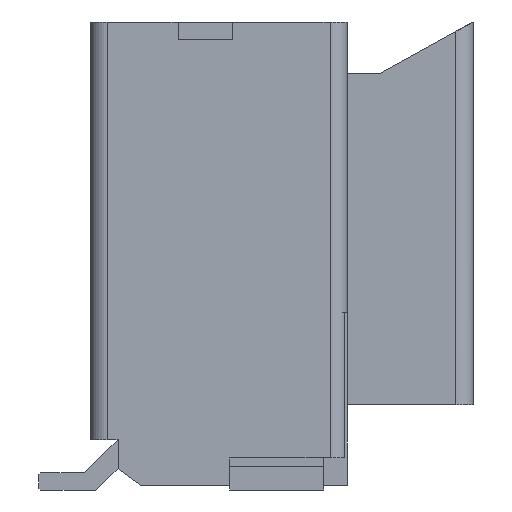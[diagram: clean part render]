
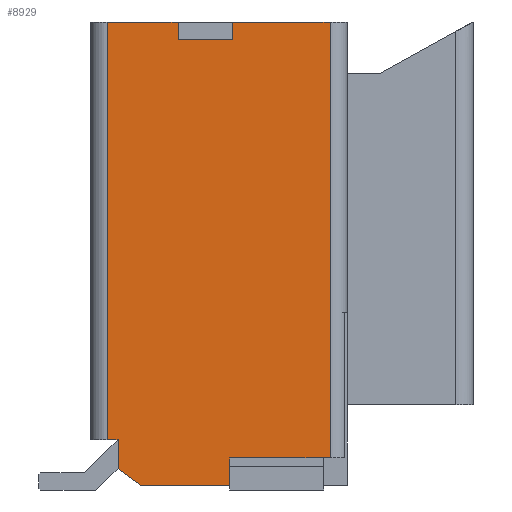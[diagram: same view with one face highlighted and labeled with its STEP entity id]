
A CAD part, left-side view. The second image highlights one B-rep face of the part: STEP entity #8929.
In plain terms, the highlighted planar face has unit normal (-1, 0, 0).
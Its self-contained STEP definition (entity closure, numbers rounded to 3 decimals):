
#23 = VERTEX_POINT ( 'NONE', #22377 ) ;
#699 = CARTESIAN_POINT ( 'NONE',  ( -5., 0.7, 5.41 ) ) ;
#720 = VECTOR ( 'NONE', #8931, 1000. ) ;
#1138 = EDGE_CURVE ( 'NONE', #23022, #1502, #9920, .T. ) ;
#1189 = VERTEX_POINT ( 'NONE', #18074 ) ;
#1279 = VECTOR ( 'NONE', #12321, 1000. ) ;
#1350 = VECTOR ( 'NONE', #15367, 1000. ) ;
#1502 = VERTEX_POINT ( 'NONE', #17680 ) ;
#1506 = CARTESIAN_POINT ( 'NONE',  ( -5., -0.757, 5.41 ) ) ;
#1827 = VERTEX_POINT ( 'NONE', #9519 ) ;
#1993 = ORIENTED_EDGE ( 'NONE', *, *, #12628, .F. ) ;
#2031 = VECTOR ( 'NONE', #3050, 1000. ) ;
#2690 = VERTEX_POINT ( 'NONE', #16250 ) ;
#2772 = LINE ( 'NONE', #8815, #720 ) ;
#2891 = CARTESIAN_POINT ( 'NONE',  ( -5., 0.9, 5.41 ) ) ;
#2909 = EDGE_CURVE ( 'NONE', #23, #1827, #18507, .T. ) ;
#2996 = EDGE_CURVE ( 'NONE', #2690, #20918, #4439, .T. ) ;
#3050 = DIRECTION ( 'NONE',  ( 0., 0., 1. ) ) ;
#3739 = EDGE_CURVE ( 'NONE', #1827, #21699, #20557, .T. ) ;
#4017 = VECTOR ( 'NONE', #20896, 1000. ) ;
#4439 = LINE ( 'NONE', #17738, #11877 ) ;
#4478 = ORIENTED_EDGE ( 'NONE', *, *, #18401, .T. ) ;
#5001 = EDGE_CURVE ( 'NONE', #1189, #12699, #5380, .T. ) ;
#5004 = VERTEX_POINT ( 'NONE', #22592 ) ;
#5206 = DIRECTION ( 'NONE',  ( 0., 0., -1. ) ) ;
#5380 = LINE ( 'NONE', #15150, #21327 ) ;
#5407 = CARTESIAN_POINT ( 'NONE',  ( -5., -1.9, 0.319 ) ) ;
#5445 = CARTESIAN_POINT ( 'NONE',  ( -5., 0.576, 0.19 ) ) ;
#5454 = DIRECTION ( 'NONE',  ( 0., 1., 0. ) ) ;
#5737 = CARTESIAN_POINT ( 'NONE',  ( -5., 0.317, 0. ) ) ;
#5788 = CARTESIAN_POINT ( 'NONE',  ( -5., -0.729, 0. ) ) ;
#6488 = VECTOR ( 'NONE', #8018, 1000. ) ;
#6941 = LINE ( 'NONE', #16722, #22607 ) ;
#7266 = VECTOR ( 'NONE', #8382, 1000. ) ;
#7494 = CARTESIAN_POINT ( 'NONE',  ( -5., 0.9, 0. ) ) ;
#7555 = CARTESIAN_POINT ( 'NONE',  ( -5., -1.9, 5.41 ) ) ;
#8018 = DIRECTION ( 'NONE',  ( 0., 0., 1. ) ) ;
#8117 = ORIENTED_EDGE ( 'NONE', *, *, #18790, .T. ) ;
#8338 = ORIENTED_EDGE ( 'NONE', *, *, #13654, .T. ) ;
#8382 = DIRECTION ( 'NONE',  ( 0., 0., -1. ) ) ;
#8712 = LINE ( 'NONE', #17074, #2031 ) ;
#8815 = CARTESIAN_POINT ( 'NONE',  ( -5., 0.576, 0.19 ) ) ;
#8929 = ADVANCED_FACE ( 'NONE', ( #23162 ), #14989, .F. ) ;
#8931 = DIRECTION ( 'NONE',  ( 0., -0.806, -0.592 ) ) ;
#8937 = CARTESIAN_POINT ( 'NONE',  ( -5., -0.125, 5.41 ) ) ;
#8973 = ORIENTED_EDGE ( 'NONE', *, *, #3739, .T. ) ;
#9076 = EDGE_CURVE ( 'NONE', #22678, #2690, #16092, .T. ) ;
#9127 = EDGE_CURVE ( 'NONE', #1502, #1189, #6941, .T. ) ;
#9519 = CARTESIAN_POINT ( 'NONE',  ( -5., 0.576, 0.529 ) ) ;
#9598 = LINE ( 'NONE', #7494, #1350 ) ;
#9920 = LINE ( 'NONE', #5788, #10860 ) ;
#10464 = ORIENTED_EDGE ( 'NONE', *, *, #2996, .F. ) ;
#10562 = LINE ( 'NONE', #2891, #1279 ) ;
#10860 = VECTOR ( 'NONE', #17588, 1000. ) ;
#10973 = CARTESIAN_POINT ( 'NONE',  ( -5., 0.9, 0.529 ) ) ;
#11291 = VECTOR ( 'NONE', #17991, 1000. ) ;
#11704 = ORIENTED_EDGE ( 'NONE', *, *, #1138, .T. ) ;
#11705 = CARTESIAN_POINT ( 'NONE',  ( -5., -0.125, 5.21 ) ) ;
#11798 = ORIENTED_EDGE ( 'NONE', *, *, #23324, .T. ) ;
#11799 = LINE ( 'NONE', #15289, #6488 ) ;
#11877 = VECTOR ( 'NONE', #11968, 1000. ) ;
#11968 = DIRECTION ( 'NONE',  ( 0., 0., 1. ) ) ;
#12321 = DIRECTION ( 'NONE',  ( 0., -1., 0. ) ) ;
#12332 = DIRECTION ( 'NONE',  ( 0., 0., 1. ) ) ;
#12504 = ORIENTED_EDGE ( 'NONE', *, *, #2909, .T. ) ;
#12628 = EDGE_CURVE ( 'NONE', #20918, #15463, #10562, .T. ) ;
#12699 = VERTEX_POINT ( 'NONE', #5407 ) ;
#13240 = ORIENTED_EDGE ( 'NONE', *, *, #9127, .T. ) ;
#13654 = EDGE_CURVE ( 'NONE', #22401, #23022, #9598, .T. ) ;
#14564 = VECTOR ( 'NONE', #23806, 1000. ) ;
#14652 = CARTESIAN_POINT ( 'NONE',  ( -5., -0.125, 5.21 ) ) ;
#14989 = PLANE ( 'NONE',  #19368 ) ;
#15108 = DIRECTION ( 'NONE',  ( 1., 0., 0. ) ) ;
#15150 = CARTESIAN_POINT ( 'NONE',  ( -5., -2.1, 0.319 ) ) ;
#15289 = CARTESIAN_POINT ( 'NONE',  ( -5., -1.9, 5.41 ) ) ;
#15367 = DIRECTION ( 'NONE',  ( 0., -1., 0. ) ) ;
#15463 = VERTEX_POINT ( 'NONE', #7555 ) ;
#16092 = LINE ( 'NONE', #11705, #14564 ) ;
#16106 = CARTESIAN_POINT ( 'NONE',  ( -5., 0.9, 5.41 ) ) ;
#16250 = CARTESIAN_POINT ( 'NONE',  ( -5., -0.757, 5.21 ) ) ;
#16722 = CARTESIAN_POINT ( 'NONE',  ( -5., -0.729, 0. ) ) ;
#17044 = DIRECTION ( 'NONE',  ( 0., -1., 0. ) ) ;
#17074 = CARTESIAN_POINT ( 'NONE',  ( -5., -0.125, 5.21 ) ) ;
#17400 = ORIENTED_EDGE ( 'NONE', *, *, #9076, .F. ) ;
#17588 = DIRECTION ( 'NONE',  ( 0., 0., 1. ) ) ;
#17680 = CARTESIAN_POINT ( 'NONE',  ( -5., -0.729, 0.216 ) ) ;
#17738 = CARTESIAN_POINT ( 'NONE',  ( -5., -0.757, 5.21 ) ) ;
#17991 = DIRECTION ( 'NONE',  ( 0., -1., 0. ) ) ;
#18019 = CARTESIAN_POINT ( 'NONE',  ( -5., -0.729, 0. ) ) ;
#18074 = CARTESIAN_POINT ( 'NONE',  ( -5., -0.729, 0.319 ) ) ;
#18401 = EDGE_CURVE ( 'NONE', #5004, #23, #21461, .T. ) ;
#18494 = ORIENTED_EDGE ( 'NONE', *, *, #18902, .T. ) ;
#18507 = LINE ( 'NONE', #10973, #4017 ) ;
#18642 = VECTOR ( 'NONE', #5206, 1000. ) ;
#18790 = EDGE_CURVE ( 'NONE', #22678, #19690, #8712, .T. ) ;
#18902 = EDGE_CURVE ( 'NONE', #12699, #15463, #11799, .T. ) ;
#19368 = AXIS2_PLACEMENT_3D ( 'NONE', #22666, #15108, #5454 ) ;
#19572 = EDGE_CURVE ( 'NONE', #5004, #19690, #19782, .T. ) ;
#19690 = VERTEX_POINT ( 'NONE', #8937 ) ;
#19782 = LINE ( 'NONE', #16106, #11291 ) ;
#20557 = LINE ( 'NONE', #22790, #18642 ) ;
#20896 = DIRECTION ( 'NONE',  ( 0., -1., 0. ) ) ;
#20918 = VERTEX_POINT ( 'NONE', #1506 ) ;
#21194 = ORIENTED_EDGE ( 'NONE', *, *, #19572, .F. ) ;
#21327 = VECTOR ( 'NONE', #17044, 1000. ) ;
#21435 = ORIENTED_EDGE ( 'NONE', *, *, #5001, .T. ) ;
#21461 = LINE ( 'NONE', #699, #7266 ) ;
#21699 = VERTEX_POINT ( 'NONE', #5445 ) ;
#22377 = CARTESIAN_POINT ( 'NONE',  ( -5., 0.7, 0.529 ) ) ;
#22401 = VERTEX_POINT ( 'NONE', #5737 ) ;
#22592 = CARTESIAN_POINT ( 'NONE',  ( -5., 0.7, 5.41 ) ) ;
#22607 = VECTOR ( 'NONE', #12332, 1000. ) ;
#22666 = CARTESIAN_POINT ( 'NONE',  ( -5., 0.9, 5.41 ) ) ;
#22678 = VERTEX_POINT ( 'NONE', #14652 ) ;
#22790 = CARTESIAN_POINT ( 'NONE',  ( -5., 0.576, 0.529 ) ) ;
#23022 = VERTEX_POINT ( 'NONE', #18019 ) ;
#23162 = FACE_OUTER_BOUND ( 'NONE', #23714, .T. ) ;
#23324 = EDGE_CURVE ( 'NONE', #21699, #22401, #2772, .T. ) ;
#23714 = EDGE_LOOP ( 'NONE', ( #11704, #13240, #21435, #18494, #1993, #10464, #17400, #8117, #21194, #4478, #12504, #8973, #11798, #8338 ) ) ;
#23806 = DIRECTION ( 'NONE',  ( 0., -1., 0. ) ) ;
